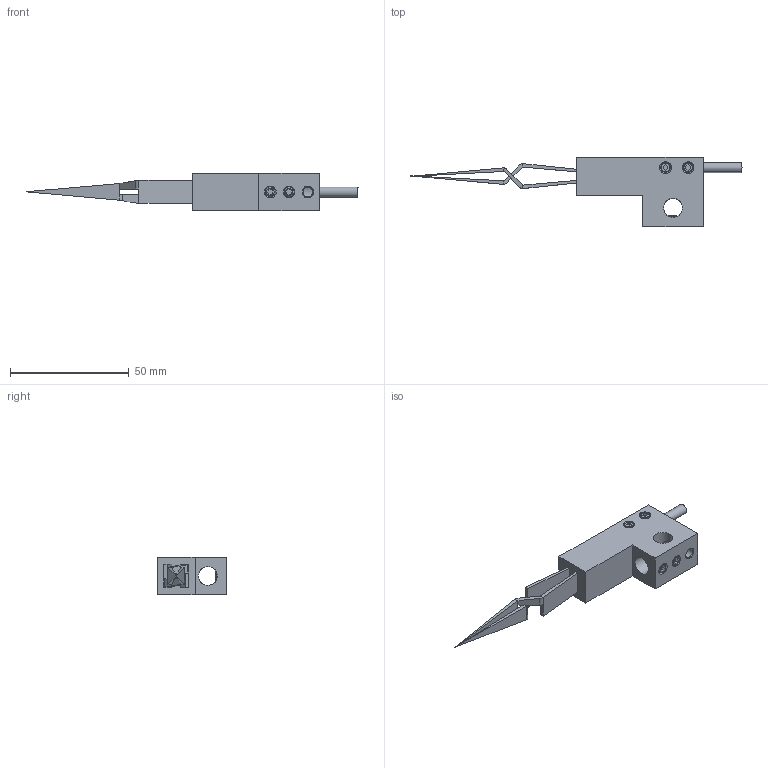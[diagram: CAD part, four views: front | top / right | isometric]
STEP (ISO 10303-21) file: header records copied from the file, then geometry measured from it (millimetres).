
FILE_DESCRIPTION((''),'2;1');
FILE_NAME('mxc-t.stp','2013-11-08T13:54:01',('JC'),(''),'Autodesk Inventor 2012','Autodesk Inventor 2012','');
FILE_SCHEMA(('AUTOMOTIVE_DESIGN { 1 0 10303 214 1 1 1 1 }'));
Length unit declared in the file: inch
Products named in the file (4): mxc-t; mxc-t1; mxc-t2; mxc-t3
Assembly tree (3 placements, depth 2):
  mxc-t
    mxc-t1
    mxc-t2
    mxc-t3
Bounding box: 139.98 x 29.39 x 16 mm (x, y, z)
Volume: 18460.7 mm3; surface area: 8013.4 mm2
Topology: 3 solids, 3 shells, 142 faces, 352 edges, 225 vertices
Faces by surface type: plane 101, cylinder 24, cone 15, torus 2
Full cylindrical faces by diameter (mm): 2.692 x2, 4.166 x9, 4.191 x1, 7.963 x4
Entity records: 4204 total; most frequent: CARTESIAN_POINT 903, DIRECTION 650, ORIENTED_EDGE 606, EDGE_CURVE 303, VECTOR 234, LINE 234, VERTEX_POINT 209, AXIS2_PLACEMENT_3D 208
